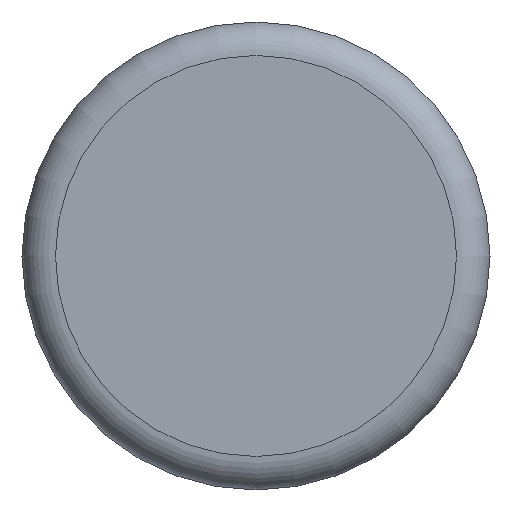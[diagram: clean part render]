
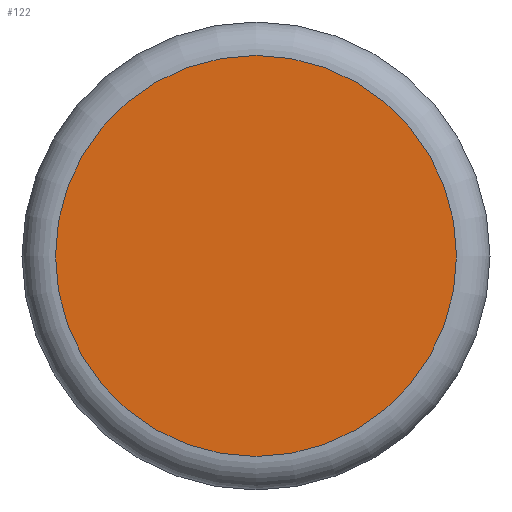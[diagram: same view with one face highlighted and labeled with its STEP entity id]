
A CAD part, top view. The second image highlights one B-rep face of the part: STEP entity #122.
In plain terms, the highlighted planar face has unit normal (0, 0, 1).
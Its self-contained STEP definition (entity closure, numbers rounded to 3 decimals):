
#122 = ADVANCED_FACE( '', ( #272 ), #273, .T. );
#272 = FACE_OUTER_BOUND( '', #456, .T. );
#273 = PLANE( '', #457 );
#456 = EDGE_LOOP( '', ( #723 ) );
#457 = AXIS2_PLACEMENT_3D( '', #724, #725, #726 );
#723 = ORIENTED_EDGE( '', *, *, #1021, .T. );
#724 = CARTESIAN_POINT( '', ( 0., 14., 85. ) );
#725 = DIRECTION( '', ( 0., 0., 1. ) );
#726 = DIRECTION( '', ( 1., 0., 0. ) );
#1021 = EDGE_CURVE( '', #1215, #1215, #1216, .T. );
#1215 = VERTEX_POINT( '', #1459 );
#1216 = CIRCLE( '', #1460, 11.984 );
#1459 = CARTESIAN_POINT( '', ( 11.984, 0., 85. ) );
#1460 = AXIS2_PLACEMENT_3D( '', #1656, #1657, #1658 );
#1656 = CARTESIAN_POINT( '', ( 0., 0., 85. ) );
#1657 = DIRECTION( '', ( 0., 0., 1. ) );
#1658 = DIRECTION( '', ( 1., 0., 0. ) );
